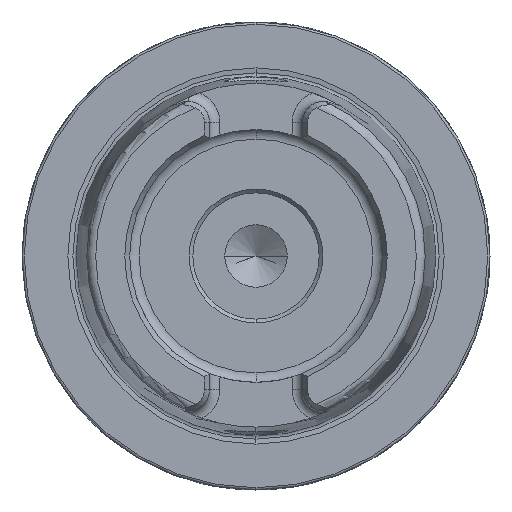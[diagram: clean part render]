
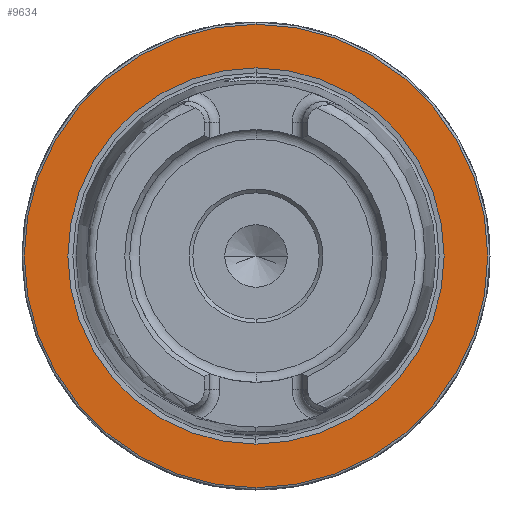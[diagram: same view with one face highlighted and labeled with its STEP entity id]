
A CAD part, left-side view. The second image highlights one B-rep face of the part: STEP entity #9634.
In plain terms, the highlighted planar face has unit normal (-1, 0, 0).
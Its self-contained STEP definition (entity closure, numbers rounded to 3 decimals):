
#151 = AXIS2_PLACEMENT_3D ( 'NONE', #14082, #3035, #5316 ) ;
#335 = EDGE_LOOP ( 'NONE', ( #6024, #14326 ) ) ;
#783 = ORIENTED_EDGE ( 'NONE', *, *, #9159, .F. ) ;
#1898 = VERTEX_POINT ( 'NONE', #2853 ) ;
#2137 = CARTESIAN_POINT ( 'NONE',  ( 0., 0., 31.2 ) ) ;
#2178 = CARTESIAN_POINT ( 'NONE',  ( 0., 0., 0. ) ) ;
#2853 = CARTESIAN_POINT ( 'NONE',  ( 0., 0., -31.2 ) ) ;
#3035 = DIRECTION ( 'NONE',  ( 1., 0., 0. ) ) ;
#3422 = DIRECTION ( 'NONE',  ( -1., 0., 0. ) ) ;
#4245 = DIRECTION ( 'NONE',  ( -1., 0., 0. ) ) ;
#4416 = DIRECTION ( 'NONE',  ( 0., 0., 1. ) ) ;
#5006 = CARTESIAN_POINT ( 'NONE',  ( 0., 0., 25.324 ) ) ;
#5316 = DIRECTION ( 'NONE',  ( 0., 0., -1. ) ) ;
#5888 = AXIS2_PLACEMENT_3D ( 'NONE', #12031, #13157, #14273 ) ;
#6024 = ORIENTED_EDGE ( 'NONE', *, *, #8337, .T. ) ;
#6135 = VERTEX_POINT ( 'NONE', #5006 ) ;
#6290 = CIRCLE ( 'NONE', #12691, 25.324 ) ;
#6733 = EDGE_LOOP ( 'NONE', ( #9279, #783 ) ) ;
#6831 = FACE_OUTER_BOUND ( 'NONE', #335, .T. ) ;
#7192 = DIRECTION ( 'NONE',  ( -1., 0., 0. ) ) ;
#8060 = DIRECTION ( 'NONE',  ( 0., 0., 1. ) ) ;
#8222 = CARTESIAN_POINT ( 'NONE',  ( 0., 0., -25.324 ) ) ;
#8337 = EDGE_CURVE ( 'NONE', #10441, #1898, #13226, .T. ) ;
#8555 = CIRCLE ( 'NONE', #10785, 31.2 ) ;
#8571 = CIRCLE ( 'NONE', #5888, 25.324 ) ;
#8627 = CARTESIAN_POINT ( 'NONE',  ( 0., 0., 0. ) ) ;
#8646 = AXIS2_PLACEMENT_3D ( 'NONE', #2178, #3422, #4416 ) ;
#8666 = DIRECTION ( 'NONE',  ( 0., 0., 1. ) ) ;
#8858 = EDGE_CURVE ( 'NONE', #1898, #10441, #8555, .T. ) ;
#9159 = EDGE_CURVE ( 'NONE', #10882, #6135, #6290, .T. ) ;
#9279 = ORIENTED_EDGE ( 'NONE', *, *, #9757, .F. ) ;
#9604 = PLANE ( 'NONE',  #151 ) ;
#9634 = ADVANCED_FACE ( 'NONE', ( #12756, #6831 ), #9604, .F. ) ;
#9757 = EDGE_CURVE ( 'NONE', #6135, #10882, #8571, .T. ) ;
#10441 = VERTEX_POINT ( 'NONE', #2137 ) ;
#10785 = AXIS2_PLACEMENT_3D ( 'NONE', #13745, #7192, #8060 ) ;
#10882 = VERTEX_POINT ( 'NONE', #8222 ) ;
#12031 = CARTESIAN_POINT ( 'NONE',  ( 0., 0., 0. ) ) ;
#12691 = AXIS2_PLACEMENT_3D ( 'NONE', #8627, #4245, #8666 ) ;
#12756 = FACE_BOUND ( 'NONE', #6733, .T. ) ;
#13157 = DIRECTION ( 'NONE',  ( -1., 0., 0. ) ) ;
#13226 = CIRCLE ( 'NONE', #8646, 31.2 ) ;
#13745 = CARTESIAN_POINT ( 'NONE',  ( 0., 0., 0. ) ) ;
#14082 = CARTESIAN_POINT ( 'NONE',  ( 0., 31.2, 0. ) ) ;
#14273 = DIRECTION ( 'NONE',  ( 0., 0., 1. ) ) ;
#14326 = ORIENTED_EDGE ( 'NONE', *, *, #8858, .T. ) ;
